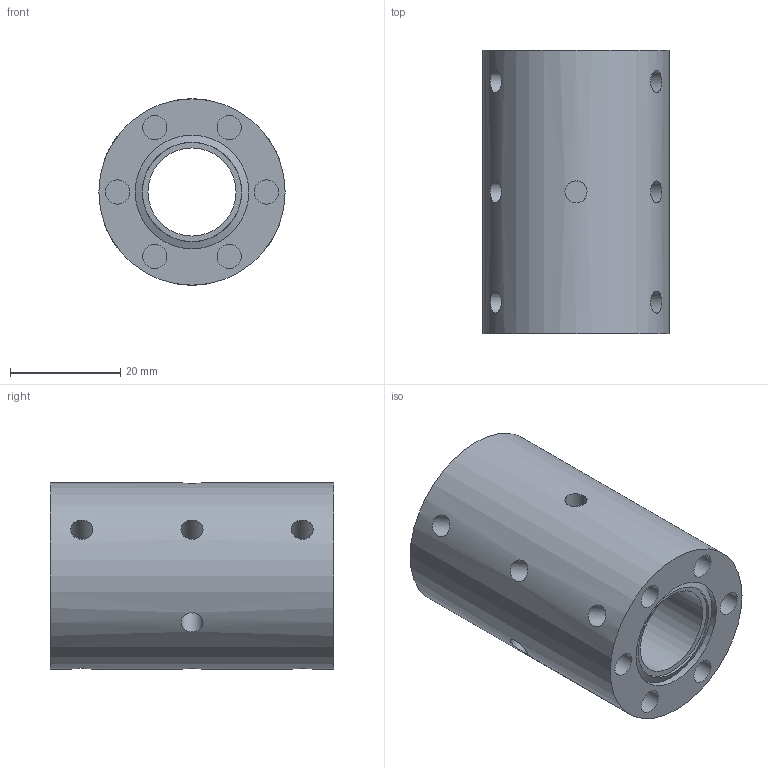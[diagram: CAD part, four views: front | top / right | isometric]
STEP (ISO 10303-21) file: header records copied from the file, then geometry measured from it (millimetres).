
FILE_DESCRIPTION(('FreeCAD Model'),'2;1');
FILE_NAME('sv.step','2015-02-03T18:13:33',('FreeCAD' ),('FreeCAD'),'Open CASCADE STEP processor 6.7','FreeCAD','Unknown' );
FILE_SCHEMA(('AUTOMOTIVE_DESIGN_CC2 { 1 2 10303 214 -1 1 5 4 }'));
Length unit declared in the file: millimetre
Products named in the file (1): Cut011
Bounding box: 33.8 x 51.4 x 33.8 mm (x, y, z)
Volume: 33534.1 mm3; surface area: 11391.7 mm2
Topology: 1 solids, 1 shells, 60 faces, 101 edges, 66 vertices
Faces by surface type: plane 28, cylinder 28, cone 4
Full cylindrical faces by diameter (mm): 4 x12, 4.4 x12, 16 x1, 20.635 x2, 33.8 x1
Entity records: 6098 total; most frequent: CARTESIAN_POINT 3550, DIRECTION 391, ORIENTED_EDGE 202, PCURVE 202, DEFINITIONAL_REPRESENTATION 202, LINE 157, VECTOR 157, AXIS2_PLACEMENT_3D 109
